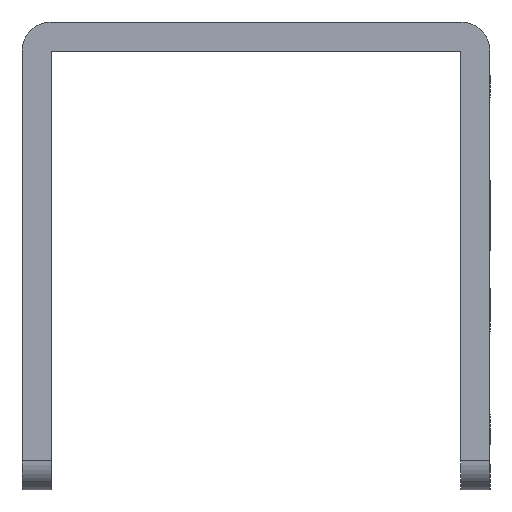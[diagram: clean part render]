
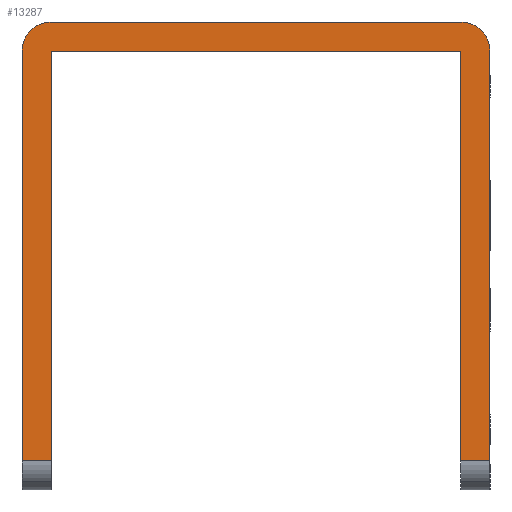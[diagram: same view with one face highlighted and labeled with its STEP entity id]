
A CAD part, left-side view. The second image highlights one B-rep face of the part: STEP entity #13287.
In plain terms, the highlighted planar face has unit normal (-1, 0, 0).
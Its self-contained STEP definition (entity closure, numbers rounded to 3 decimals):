
#45 = CARTESIAN_POINT ( 'NONE',  ( 336., 48., -39.25 ) ) ;
#77 = VERTEX_POINT ( 'NONE', #13077 ) ;
#81 = ORIENTED_EDGE ( 'NONE', *, *, #12056, .F. ) ;
#259 = CARTESIAN_POINT ( 'NONE',  ( 336., 45., -30.388 ) ) ;
#539 = DIRECTION ( 'NONE',  ( 0., 0., 1. ) ) ;
#647 = CARTESIAN_POINT ( 'NONE',  ( 336., 0., -3.75 ) ) ;
#734 = DIRECTION ( 'NONE',  ( 1., 0., 0. ) ) ;
#750 = EDGE_CURVE ( 'NONE', #7840, #2764, #6596, .T. ) ;
#823 = ORIENTED_EDGE ( 'NONE', *, *, #750, .F. ) ;
#942 = CARTESIAN_POINT ( 'NONE',  ( 336., 3., -0.5 ) ) ;
#1305 = PLANE ( 'NONE',  #7593 ) ;
#1371 = CARTESIAN_POINT ( 'NONE',  ( 336., 24., -15.277 ) ) ;
#1376 = LINE ( 'NONE', #259, #11234 ) ;
#1644 = CARTESIAN_POINT ( 'NONE',  ( 336., 45., -0.5 ) ) ;
#1743 = CARTESIAN_POINT ( 'NONE',  ( 336., 3., -7.888 ) ) ;
#1768 = EDGE_LOOP ( 'NONE', ( #3566, #5571, #9464, #2823, #81, #5434, #823, #14311, #5590, #4683, #9273, #13645 ) ) ;
#1830 = AXIS2_PLACEMENT_3D ( 'NONE', #2835, #14389, #2914 ) ;
#1872 = DIRECTION ( 'NONE',  ( 0., 0.707, 0.707 ) ) ;
#1903 = LINE ( 'NONE', #6761, #2697 ) ;
#2612 = EDGE_CURVE ( 'NONE', #7039, #14669, #13304, .T. ) ;
#2646 = VERTEX_POINT ( 'NONE', #6371 ) ;
#2697 = VECTOR ( 'NONE', #12418, 1000. ) ;
#2764 = VERTEX_POINT ( 'NONE', #8996 ) ;
#2823 = ORIENTED_EDGE ( 'NONE', *, *, #7129, .F. ) ;
#2835 = CARTESIAN_POINT ( 'NONE',  ( 336., 45., -0.5 ) ) ;
#2914 = DIRECTION ( 'NONE',  ( 0., 0.707, 0.707 ) ) ;
#2964 = DIRECTION ( 'NONE',  ( 1., 0., 0. ) ) ;
#3205 = VECTOR ( 'NONE', #11644, 1000. ) ;
#3566 = ORIENTED_EDGE ( 'NONE', *, *, #5911, .F. ) ;
#3715 = LINE ( 'NONE', #5985, #3205 ) ;
#3823 = VECTOR ( 'NONE', #10128, 1000. ) ;
#3929 = VERTEX_POINT ( 'NONE', #14573 ) ;
#4149 = CARTESIAN_POINT ( 'NONE',  ( 336., 45., 2.5 ) ) ;
#4638 = DIRECTION ( 'NONE',  ( 0., 0., 1. ) ) ;
#4683 = ORIENTED_EDGE ( 'NONE', *, *, #9567, .F. ) ;
#4970 = EDGE_CURVE ( 'NONE', #2764, #11916, #14359, .T. ) ;
#5434 = ORIENTED_EDGE ( 'NONE', *, *, #4970, .F. ) ;
#5571 = ORIENTED_EDGE ( 'NONE', *, *, #7833, .F. ) ;
#5590 = ORIENTED_EDGE ( 'NONE', *, *, #7509, .T. ) ;
#5867 = AXIS2_PLACEMENT_3D ( 'NONE', #942, #734, #6644 ) ;
#5911 = EDGE_CURVE ( 'NONE', #77, #2646, #10925, .T. ) ;
#5985 = CARTESIAN_POINT ( 'NONE',  ( 336., 38.25, 2.5 ) ) ;
#6141 = DIRECTION ( 'NONE',  ( 1., 0., 0. ) ) ;
#6313 = CARTESIAN_POINT ( 'NONE',  ( 336., 12., -42.5 ) ) ;
#6371 = CARTESIAN_POINT ( 'NONE',  ( 336., 48., -42.5 ) ) ;
#6596 = CIRCLE ( 'NONE', #5867, 3. ) ;
#6644 = DIRECTION ( 'NONE',  ( 0., -0.707, 0.707 ) ) ;
#6761 = CARTESIAN_POINT ( 'NONE',  ( 336., 34.5, -0.5 ) ) ;
#6836 = EDGE_CURVE ( 'NONE', #8064, #12983, #1903, .T. ) ;
#6888 = CARTESIAN_POINT ( 'NONE',  ( 336., 3., -0.5 ) ) ;
#6987 = CIRCLE ( 'NONE', #1830, 3. ) ;
#6990 = CARTESIAN_POINT ( 'NONE',  ( 336., 12., -42.5 ) ) ;
#7039 = VERTEX_POINT ( 'NONE', #8387 ) ;
#7129 = EDGE_CURVE ( 'NONE', #3929, #8064, #8618, .T. ) ;
#7509 = EDGE_CURVE ( 'NONE', #8050, #8697, #3715, .T. ) ;
#7593 = AXIS2_PLACEMENT_3D ( 'NONE', #1371, #13743, #12577 ) ;
#7744 = CARTESIAN_POINT ( 'NONE',  ( 336., 0., -42.5 ) ) ;
#7833 = EDGE_CURVE ( 'NONE', #12983, #77, #1376, .T. ) ;
#7840 = VERTEX_POINT ( 'NONE', #12721 ) ;
#7841 = AXIS2_PLACEMENT_3D ( 'NONE', #1644, #6141, #1872 ) ;
#7893 = LINE ( 'NONE', #6990, #3823 ) ;
#8050 = VERTEX_POINT ( 'NONE', #13430 ) ;
#8064 = VERTEX_POINT ( 'NONE', #6888 ) ;
#8387 = CARTESIAN_POINT ( 'NONE',  ( 336., 48., -0.5 ) ) ;
#8618 = LINE ( 'NONE', #1743, #11719 ) ;
#8697 = VERTEX_POINT ( 'NONE', #4149 ) ;
#8792 = DIRECTION ( 'NONE',  ( 0., 0., -1. ) ) ;
#8915 = CIRCLE ( 'NONE', #13872, 3. ) ;
#8996 = CARTESIAN_POINT ( 'NONE',  ( 336., 0., -0.5 ) ) ;
#9077 = EDGE_CURVE ( 'NONE', #2646, #7039, #9089, .T. ) ;
#9089 = LINE ( 'NONE', #45, #14089 ) ;
#9273 = ORIENTED_EDGE ( 'NONE', *, *, #2612, .F. ) ;
#9464 = ORIENTED_EDGE ( 'NONE', *, *, #6836, .F. ) ;
#9470 = CARTESIAN_POINT ( 'NONE',  ( 336., 45., -0.5 ) ) ;
#9567 = EDGE_CURVE ( 'NONE', #14669, #8697, #6987, .T. ) ;
#9801 = DIRECTION ( 'NONE',  ( 0., 1., 0. ) ) ;
#9837 = VECTOR ( 'NONE', #9801, 1000. ) ;
#9980 = EDGE_CURVE ( 'NONE', #8050, #7840, #8915, .T. ) ;
#10128 = DIRECTION ( 'NONE',  ( 0., 1., 0. ) ) ;
#10750 = DIRECTION ( 'NONE',  ( 0., -0.707, 0.707 ) ) ;
#10925 = LINE ( 'NONE', #6313, #9837 ) ;
#11234 = VECTOR ( 'NONE', #13817, 1000. ) ;
#11644 = DIRECTION ( 'NONE',  ( 0., 1., 0. ) ) ;
#11675 = VECTOR ( 'NONE', #8792, 1000. ) ;
#11719 = VECTOR ( 'NONE', #539, 1000. ) ;
#11766 = CARTESIAN_POINT ( 'NONE',  ( 336., 47.121, 1.621 ) ) ;
#11916 = VERTEX_POINT ( 'NONE', #7744 ) ;
#12056 = EDGE_CURVE ( 'NONE', #11916, #3929, #7893, .T. ) ;
#12418 = DIRECTION ( 'NONE',  ( 0., 1., 0. ) ) ;
#12577 = DIRECTION ( 'NONE',  ( 0., 1., 0. ) ) ;
#12716 = FACE_OUTER_BOUND ( 'NONE', #1768, .T. ) ;
#12721 = CARTESIAN_POINT ( 'NONE',  ( 336., 0.879, 1.621 ) ) ;
#12983 = VERTEX_POINT ( 'NONE', #9470 ) ;
#13041 = CARTESIAN_POINT ( 'NONE',  ( 336., 3., -0.5 ) ) ;
#13077 = CARTESIAN_POINT ( 'NONE',  ( 336., 45., -42.5 ) ) ;
#13287 = ADVANCED_FACE ( 'NONE', ( #12716 ), #1305, .F. ) ;
#13304 = CIRCLE ( 'NONE', #7841, 3. ) ;
#13430 = CARTESIAN_POINT ( 'NONE',  ( 336., 3., 2.5 ) ) ;
#13645 = ORIENTED_EDGE ( 'NONE', *, *, #9077, .F. ) ;
#13743 = DIRECTION ( 'NONE',  ( 1., 0., 0. ) ) ;
#13817 = DIRECTION ( 'NONE',  ( 0., 0., -1. ) ) ;
#13872 = AXIS2_PLACEMENT_3D ( 'NONE', #13041, #2964, #10750 ) ;
#14089 = VECTOR ( 'NONE', #4638, 1000. ) ;
#14311 = ORIENTED_EDGE ( 'NONE', *, *, #9980, .F. ) ;
#14359 = LINE ( 'NONE', #647, #11675 ) ;
#14389 = DIRECTION ( 'NONE',  ( 1., 0., 0. ) ) ;
#14573 = CARTESIAN_POINT ( 'NONE',  ( 336., 3., -42.5 ) ) ;
#14669 = VERTEX_POINT ( 'NONE', #11766 ) ;
